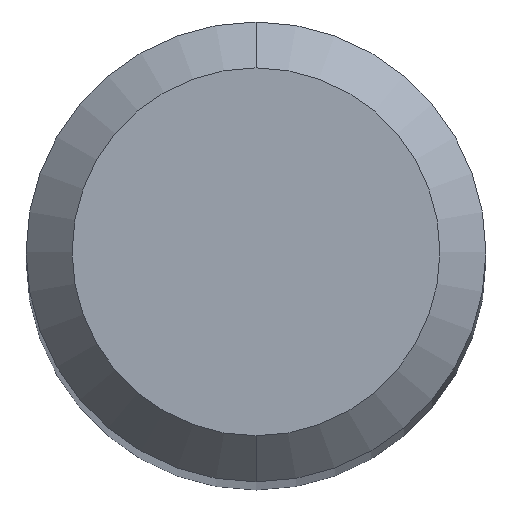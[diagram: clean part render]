
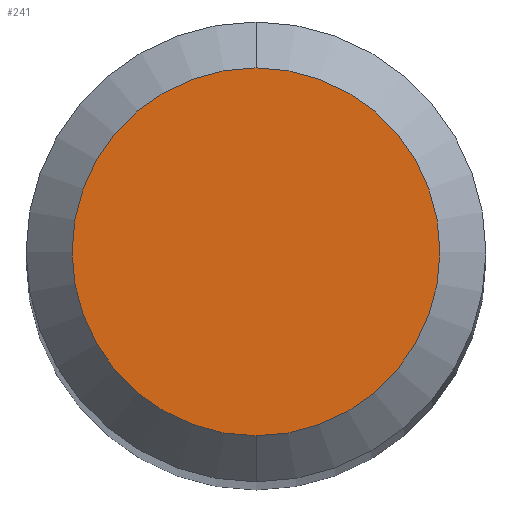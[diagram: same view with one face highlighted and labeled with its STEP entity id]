
A CAD part, top view. The second image highlights one B-rep face of the part: STEP entity #241.
In plain terms, the highlighted planar face has unit normal (0, 0, 1).
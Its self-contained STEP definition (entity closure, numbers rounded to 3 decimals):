
#175=EDGE_CURVE('',#329,#377,#466,.T.);
#241=ADVANCED_FACE('',(#542),#543,.T.);
#283=EDGE_CURVE('',#377,#329,#590,.T.);
#329=VERTEX_POINT('',#639);
#377=VERTEX_POINT('',#690);
#466=CIRCLE('',#780,1.2);
#542=FACE_OUTER_BOUND('',#916,.T.);
#543=PLANE('',#917);
#590=CIRCLE('',#1033,1.2);
#639=CARTESIAN_POINT('',(0.,-1.2,29.654));
#690=CARTESIAN_POINT('',(0.0,1.2,29.654));
#780=AXIS2_PLACEMENT_3D('',#1431,#1432,#1433);
#916=EDGE_LOOP('',(#1559,#1560));
#917=AXIS2_PLACEMENT_3D('',#1561,#1562,#1563);
#1033=AXIS2_PLACEMENT_3D('',#1617,#1618,#1619);
#1431=CARTESIAN_POINT('',(0.0,0.0,29.654));
#1432=DIRECTION('',(0.0,0.0,-1.0));
#1433=DIRECTION('',(0.0,1.0,0.0));
#1559=ORIENTED_EDGE('',*,*,#283,.F.);
#1560=ORIENTED_EDGE('',*,*,#175,.F.);
#1561=CARTESIAN_POINT('',(0.0,0.6,29.654));
#1562=DIRECTION('',(0.0,0.0,1.0));
#1563=DIRECTION('',(0.0,-1.0,0.0));
#1617=CARTESIAN_POINT('',(0.0,0.0,29.654));
#1618=DIRECTION('',(0.0,0.0,-1.0));
#1619=DIRECTION('',(0.0,1.0,0.0));
